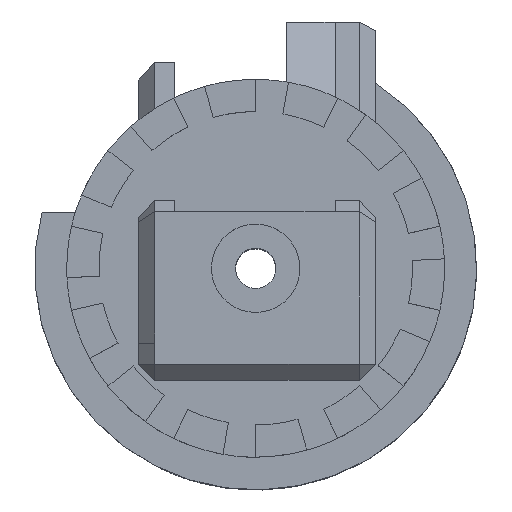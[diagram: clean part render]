
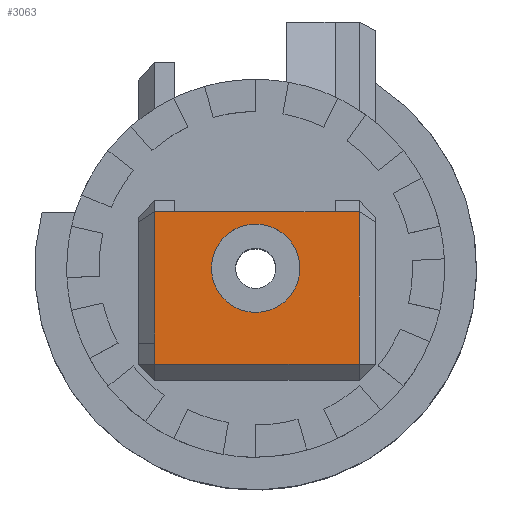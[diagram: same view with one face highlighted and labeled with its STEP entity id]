
A CAD part, top view. The second image highlights one B-rep face of the part: STEP entity #3063.
In plain terms, the highlighted planar face has unit normal (0, 0, 1).
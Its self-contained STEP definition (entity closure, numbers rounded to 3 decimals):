
#58=FACE_BOUND('',#587,.T.);
#167=PLANE('',#3311);
#259=CIRCLE('',#3296,5.5);
#415=FACE_OUTER_BOUND('',#586,.T.);
#586=EDGE_LOOP('',(#2866,#2867,#2868,#2869,#2870,#2871,#2872));
#587=EDGE_LOOP('',(#2873));
#812=LINE('',#5839,#1091);
#824=LINE('',#5863,#1103);
#833=LINE('',#5879,#1112);
#859=LINE('',#5944,#1138);
#861=LINE('',#5948,#1140);
#862=LINE('',#5950,#1141);
#866=LINE('',#5962,#1145);
#1091=VECTOR('',#3897,10.);
#1103=VECTOR('',#3921,10.);
#1112=VECTOR('',#3936,10.);
#1138=VECTOR('',#4012,10.);
#1140=VECTOR('',#4016,10.);
#1141=VECTOR('',#4019,10.);
#1145=VECTOR('',#4035,10.);
#1494=VERTEX_POINT('',#5824);
#1498=VERTEX_POINT('',#5838);
#1503=VERTEX_POINT('',#5858);
#1504=VERTEX_POINT('',#5862);
#1518=VERTEX_POINT('',#5927);
#1521=VERTEX_POINT('',#5936);
#1522=VERTEX_POINT('',#5940);
#1523=VERTEX_POINT('',#5946);
#1913=EDGE_CURVE('',#1498,#1494,#812,.T.);
#1925=EDGE_CURVE('',#1504,#1498,#824,.T.);
#1935=EDGE_CURVE('',#1503,#1504,#833,.T.);
#1965=EDGE_CURVE('',#1522,#1522,#259,.T.);
#1967=EDGE_CURVE('',#1518,#1521,#859,.T.);
#1969=EDGE_CURVE('',#1494,#1523,#861,.T.);
#1970=EDGE_CURVE('',#1523,#1518,#862,.T.);
#1976=EDGE_CURVE('',#1521,#1503,#866,.T.);
#2866=ORIENTED_EDGE('',*,*,#1970,.T.);
#2867=ORIENTED_EDGE('',*,*,#1967,.T.);
#2868=ORIENTED_EDGE('',*,*,#1976,.T.);
#2869=ORIENTED_EDGE('',*,*,#1935,.T.);
#2870=ORIENTED_EDGE('',*,*,#1925,.T.);
#2871=ORIENTED_EDGE('',*,*,#1913,.T.);
#2872=ORIENTED_EDGE('',*,*,#1969,.T.);
#2873=ORIENTED_EDGE('',*,*,#1965,.F.);
#3063=ADVANCED_FACE('',(#415,#58),#167,.F.);
#3296=AXIS2_PLACEMENT_3D('',#5941,#4007,#4008);
#3311=AXIS2_PLACEMENT_3D('',#5970,#4048,#4049);
#3897=DIRECTION('',(-1.,0.,0.));
#3921=DIRECTION('',(-1.,0.,0.));
#3936=DIRECTION('',(-1.,0.,0.));
#4007=DIRECTION('center_axis',(0.,0.,1.));
#4008=DIRECTION('ref_axis',(1.,0.,0.));
#4012=DIRECTION('',(1.,0.,0.));
#4016=DIRECTION('',(0.,-1.,0.));
#4019=DIRECTION('',(0.,-1.,0.));
#4035=DIRECTION('',(0.,1.,0.));
#4048=DIRECTION('center_axis',(0.,0.,-1.));
#4049=DIRECTION('ref_axis',(-1.,0.,0.));
#5824=CARTESIAN_POINT('',(83.562,-100.,78.6));
#5838=CARTESIAN_POINT('',(86.062,-100.,78.6));
#5839=CARTESIAN_POINT('',(106.,-100.,78.6));
#5858=CARTESIAN_POINT('',(109.,-100.,78.6));
#5862=CARTESIAN_POINT('',(106.,-100.,78.6));
#5863=CARTESIAN_POINT('',(106.,-100.,78.6));
#5879=CARTESIAN_POINT('',(106.,-100.,78.6));
#5927=CARTESIAN_POINT('',(83.562,-119.,78.6));
#5936=CARTESIAN_POINT('',(109.,-119.,78.6));
#5940=CARTESIAN_POINT('',(90.624,-107.05,78.6));
#5941=CARTESIAN_POINT('Origin',(96.124,-107.05,78.6));
#5944=CARTESIAN_POINT('',(96.531,-119.,78.6));
#5946=CARTESIAN_POINT('',(83.562,-116.351,78.6));
#5948=CARTESIAN_POINT('',(83.562,-109.338,78.6));
#5950=CARTESIAN_POINT('',(83.562,-105.25,78.6));
#5962=CARTESIAN_POINT('',(109.,-105.25,78.6));
#5970=CARTESIAN_POINT('Origin',(96.281,-110.5,78.6));
